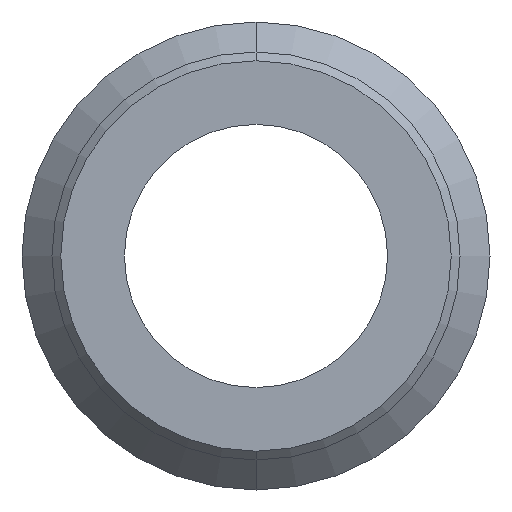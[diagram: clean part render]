
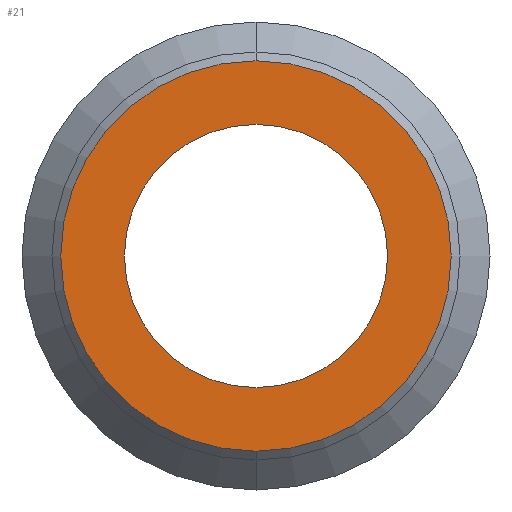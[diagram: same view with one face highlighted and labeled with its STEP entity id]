
A CAD part, front view. The second image highlights one B-rep face of the part: STEP entity #21.
In plain terms, the highlighted planar face has unit normal (0, -1, 0).
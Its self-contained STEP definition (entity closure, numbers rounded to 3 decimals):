
#10 = ORIENTED_EDGE ( 'NONE', *, *, #18, .T. ) ;
#14 = ORIENTED_EDGE ( 'NONE', *, *, #162, .T. ) ;
#15 = ORIENTED_EDGE ( 'NONE', *, *, #61, .T. ) ;
#16 = EDGE_LOOP ( 'NONE', ( #10, #15 ) ) ;
#18 = EDGE_CURVE ( 'NONE', #221, #241, #386, .T. ) ;
#21 = ADVANCED_FACE ( 'NONE', ( #480, #479 ), #478, .T. ) ;
#35 = EDGE_LOOP ( 'NONE', ( #356, #14 ) ) ;
#61 = EDGE_CURVE ( 'NONE', #241, #221, #437, .T. ) ;
#154 = VERTEX_POINT ( 'NONE', #700 ) ;
#156 = VERTEX_POINT ( 'NONE', #706 ) ;
#162 = EDGE_CURVE ( 'NONE', #154, #156, #701, .T. ) ;
#221 = VERTEX_POINT ( 'NONE', #804 ) ;
#241 = VERTEX_POINT ( 'NONE', #878 ) ;
#333 = EDGE_CURVE ( 'NONE', #156, #154, #907, .T. ) ;
#356 = ORIENTED_EDGE ( 'NONE', *, *, #333, .T. ) ;
#380 = CARTESIAN_POINT ( 'NONE',  ( 0., 0., 0. ) ) ;
#383 = DIRECTION ( 'NONE',  ( 0., 0., -1. ) ) ;
#384 = DIRECTION ( 'NONE',  ( 0., -1., 0. ) ) ;
#385 = AXIS2_PLACEMENT_3D ( 'NONE', #380, #384, #383 ) ;
#386 = CIRCLE ( 'NONE', #385, 6.675 ) ;
#433 = DIRECTION ( 'NONE',  ( 0., 0., -1. ) ) ;
#434 = DIRECTION ( 'NONE',  ( 0., -1., 0. ) ) ;
#435 = CARTESIAN_POINT ( 'NONE',  ( 0., 0., 0. ) ) ;
#436 = AXIS2_PLACEMENT_3D ( 'NONE', #435, #434, #433 ) ;
#437 = CIRCLE ( 'NONE', #436, 6.675 ) ;
#473 = DIRECTION ( 'NONE',  ( 0., 0., -1. ) ) ;
#474 = DIRECTION ( 'NONE',  ( 0., -1., 0. ) ) ;
#475 = CARTESIAN_POINT ( 'NONE',  ( 6.675, 0., 0. ) ) ;
#477 = AXIS2_PLACEMENT_3D ( 'NONE', #475, #474, #473 ) ;
#478 = PLANE ( 'NONE',  #477 ) ;
#479 = FACE_OUTER_BOUND ( 'NONE', #16, .T. ) ;
#480 = FACE_BOUND ( 'NONE', #35, .T. ) ;
#697 = DIRECTION ( 'NONE',  ( 0., 0., 1. ) ) ;
#698 = DIRECTION ( 'NONE',  ( 0., 1., 0. ) ) ;
#699 = AXIS2_PLACEMENT_3D ( 'NONE', #710, #698, #697 ) ;
#700 = CARTESIAN_POINT ( 'NONE',  ( 0., 0., -4.5 ) ) ;
#701 = CIRCLE ( 'NONE', #699, 4.5 ) ;
#706 = CARTESIAN_POINT ( 'NONE',  ( 0., 0., 4.5 ) ) ;
#710 = CARTESIAN_POINT ( 'NONE',  ( 0., 0., 0. ) ) ;
#804 = CARTESIAN_POINT ( 'NONE',  ( 0., 0., 6.675 ) ) ;
#878 = CARTESIAN_POINT ( 'NONE',  ( 0., 0., -6.675 ) ) ;
#903 = DIRECTION ( 'NONE',  ( 0., 0., 1. ) ) ;
#904 = DIRECTION ( 'NONE',  ( 0., 1., 0. ) ) ;
#905 = CARTESIAN_POINT ( 'NONE',  ( 0., 0., 0. ) ) ;
#906 = AXIS2_PLACEMENT_3D ( 'NONE', #905, #904, #903 ) ;
#907 = CIRCLE ( 'NONE', #906, 4.5 ) ;
